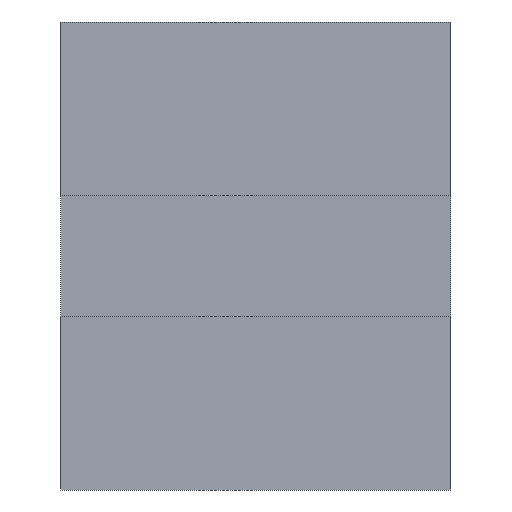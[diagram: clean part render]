
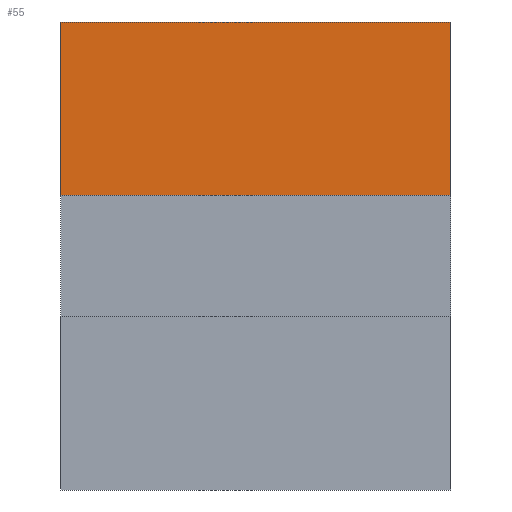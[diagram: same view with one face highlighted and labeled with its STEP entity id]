
A CAD part, front view. The second image highlights one B-rep face of the part: STEP entity #55.
In plain terms, the highlighted planar face has unit normal (0, -1, 0).
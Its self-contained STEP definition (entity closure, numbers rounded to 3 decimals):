
#55=ADVANCED_FACE('',(#115),#116,.T.);
#115=FACE_OUTER_BOUND('',#177,.T.);
#116=PLANE('',#178);
#177=EDGE_LOOP('',(#263,#264,#265,#266));
#178=AXIS2_PLACEMENT_3D('',#267,#268,#269);
#263=ORIENTED_EDGE('',*,*,#410,.T.);
#264=ORIENTED_EDGE('',*,*,#387,.F.);
#265=ORIENTED_EDGE('',*,*,#411,.F.);
#266=ORIENTED_EDGE('',*,*,#407,.T.);
#267=CARTESIAN_POINT('',(10.0,-37.0,7.557));
#268=DIRECTION('',(0.0,-1.0,0.0));
#269=DIRECTION('',(0.0,0.0,1.0));
#387=EDGE_CURVE('',#456,#451,#458,.T.);
#407=EDGE_CURVE('',#489,#487,#490,.T.);
#410=EDGE_CURVE('',#487,#451,#493,.T.);
#411=EDGE_CURVE('',#489,#456,#494,.T.);
#451=VERTEX_POINT('',#550);
#456=VERTEX_POINT('',#557);
#458=LINE('',#560,#561);
#487=VERTEX_POINT('',#603);
#489=VERTEX_POINT('',#606);
#490=LINE('',#607,#608);
#493=LINE('',#612,#613);
#494=LINE('',#614,#615);
#550=CARTESIAN_POINT('',(-10.0,-37.0,3.113));
#557=CARTESIAN_POINT('',(10.0,-37.0,3.113));
#560=CARTESIAN_POINT('',(10.0,-37.0,3.113));
#561=VECTOR('',#699,1.0);
#603=CARTESIAN_POINT('',(-10.0,-37.0,12.0));
#606=CARTESIAN_POINT('',(10.0,-37.0,12.0));
#607=CARTESIAN_POINT('',(10.0,-37.0,12.0));
#608=VECTOR('',#714,1.0);
#612=CARTESIAN_POINT('',(-10.0,-37.0,12.0));
#613=VECTOR('',#716,1.0);
#614=CARTESIAN_POINT('',(10.0,-37.0,12.0));
#615=VECTOR('',#717,1.0);
#699=DIRECTION('',(-1.0,0.0,0.0));
#714=DIRECTION('',(-1.0,0.0,0.0));
#716=DIRECTION('',(0.0,0.0,-1.0));
#717=DIRECTION('',(0.0,0.0,-1.0));
